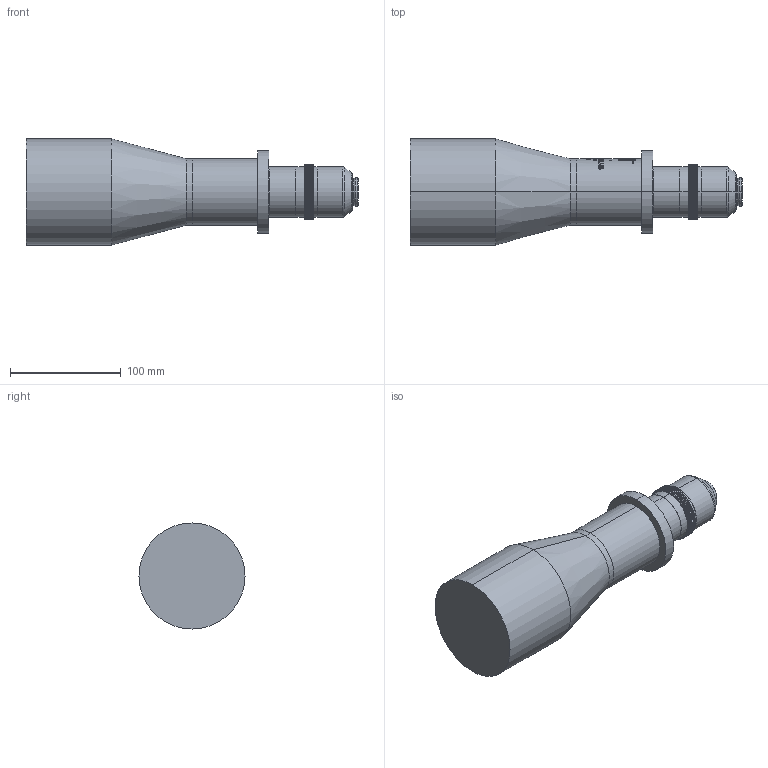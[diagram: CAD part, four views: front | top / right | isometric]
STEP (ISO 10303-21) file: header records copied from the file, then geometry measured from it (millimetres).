
FILE_DESCRIPTION (( 'STEP AP203' ), '1' );
FILE_NAME ('504001_01.STEP', '2019-08-30T08:21:09', ( '' ), ( '' ), 'SwSTEP 2.0', 'SolidWorks 2017', '' );
FILE_SCHEMA (( 'CONFIG_CONTROL_DESIGN' ));
Products named in the file (1): 504001_01
Bounding box: 300.38 x 96 x 96 mm (x, y, z)
Volume: 1243269.7 mm3; surface area: 80176.7 mm2
Topology: 1 solids, 1 shells, 1115 faces, 3099 edges, 2058 vertices
Faces by surface type: plane 488, bspline 366, cylinder 239, cone 14, torus 8
Entity records: 99251 total; most frequent: CARTESIAN_POINT 72619, ORIENTED_EDGE 6198, DIRECTION 4397, EDGE_CURVE 3099, VERTEX_POINT 2058, LINE 1801, VECTOR 1801, AXIS2_PLACEMENT_3D 1298
